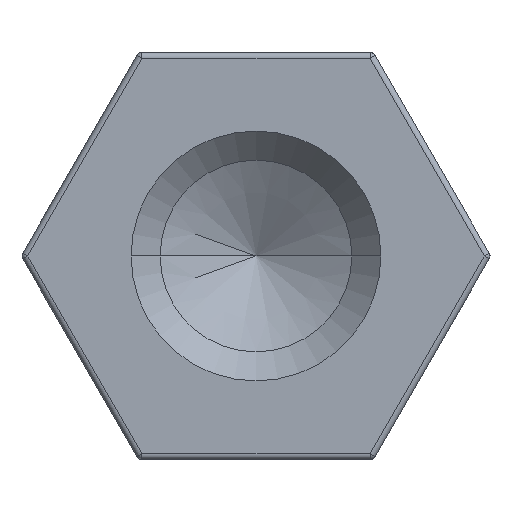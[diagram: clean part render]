
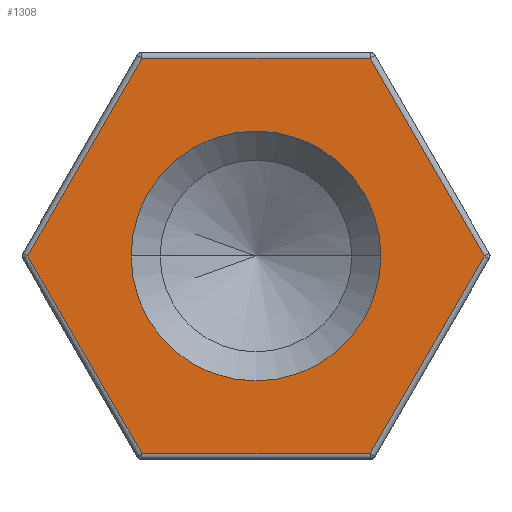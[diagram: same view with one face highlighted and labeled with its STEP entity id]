
A CAD part, left-side view. The second image highlights one B-rep face of the part: STEP entity #1308.
In plain terms, the highlighted planar face has unit normal (-1, 0, 0).
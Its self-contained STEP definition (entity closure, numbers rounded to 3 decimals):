
#2 = CARTESIAN_POINT ( 'NONE',  ( 0., 0., 0. ) ) ;
#27 = LINE ( 'NONE', #305, #248 ) ;
#42 = CARTESIAN_POINT ( 'NONE',  ( 0., -3.926, 0. ) ) ;
#49 = PLANE ( 'NONE',  #366 ) ;
#71 = DIRECTION ( 'NONE',  ( 0., -0.5, 0.866 ) ) ;
#81 = AXIS2_PLACEMENT_3D ( 'NONE', #2, #188, #144 ) ;
#124 = CARTESIAN_POINT ( 'NONE',  ( 0., 2.944, 1.7 ) ) ;
#144 = DIRECTION ( 'NONE',  ( 0., 1., 0. ) ) ;
#172 = CARTESIAN_POINT ( 'NONE',  ( 0., -2.944, -1.7 ) ) ;
#180 = VECTOR ( 'NONE', #1159, 1000. ) ;
#181 = LINE ( 'NONE', #1183, #180 ) ;
#188 = DIRECTION ( 'NONE',  ( 1., 0., 0. ) ) ;
#191 = VECTOR ( 'NONE', #763, 1000. ) ;
#195 = LINE ( 'NONE', #212, #191 ) ;
#202 = CIRCLE ( 'NONE', #81, 2.15 ) ;
#203 = VECTOR ( 'NONE', #512, 1000. ) ;
#212 = CARTESIAN_POINT ( 'NONE',  ( 0., 0., 3.4 ) ) ;
#220 = LINE ( 'NONE', #172, #236 ) ;
#232 = VECTOR ( 'NONE', #469, 1000. ) ;
#236 = VECTOR ( 'NONE', #71, 1000. ) ;
#240 = LINE ( 'NONE', #124, #203 ) ;
#242 = LINE ( 'NONE', #428, #232 ) ;
#243 = DIRECTION ( 'NONE',  ( 0., 1., 0. ) ) ;
#248 = VECTOR ( 'NONE', #255, 1000. ) ;
#255 = DIRECTION ( 'NONE',  ( 0., -1., 0. ) ) ;
#304 = EDGE_CURVE ( 'NONE', #600, #388, #27, .T. ) ;
#305 = CARTESIAN_POINT ( 'NONE',  ( 0., 0., -3.4 ) ) ;
#308 = EDGE_CURVE ( 'NONE', #736, #600, #242, .T. ) ;
#312 = EDGE_CURVE ( 'NONE', #388, #585, #220, .T. ) ;
#317 = EDGE_CURVE ( 'NONE', #923, #736, #240, .T. ) ;
#329 = EDGE_CURVE ( 'NONE', #668, #923, #195, .T. ) ;
#339 = EDGE_CURVE ( 'NONE', #585, #668, #181, .T. ) ;
#344 = EDGE_CURVE ( 'NONE', #859, #476, #202, .T. ) ;
#366 = AXIS2_PLACEMENT_3D ( 'NONE', #1392, #766, #243 ) ;
#370 = ORIENTED_EDGE ( 'NONE', *, *, #344, .T. ) ;
#388 = VERTEX_POINT ( 'NONE', #949 ) ;
#428 = CARTESIAN_POINT ( 'NONE',  ( 0., 2.944, -1.7 ) ) ;
#444 = ORIENTED_EDGE ( 'NONE', *, *, #545, .T. ) ;
#449 = ORIENTED_EDGE ( 'NONE', *, *, #312, .T. ) ;
#469 = DIRECTION ( 'NONE',  ( 0., -0.5, -0.866 ) ) ;
#476 = VERTEX_POINT ( 'NONE', #1381 ) ;
#484 = ORIENTED_EDGE ( 'NONE', *, *, #329, .T. ) ;
#505 = EDGE_LOOP ( 'NONE', ( #370, #444 ) ) ;
#512 = DIRECTION ( 'NONE',  ( 0., 0.5, -0.866 ) ) ;
#545 = EDGE_CURVE ( 'NONE', #476, #859, #943, .T. ) ;
#582 = EDGE_LOOP ( 'NONE', ( #847, #484, #686, #896, #639, #449 ) ) ;
#585 = VERTEX_POINT ( 'NONE', #42 ) ;
#600 = VERTEX_POINT ( 'NONE', #1219 ) ;
#639 = ORIENTED_EDGE ( 'NONE', *, *, #304, .T. ) ;
#668 = VERTEX_POINT ( 'NONE', #1231 ) ;
#686 = ORIENTED_EDGE ( 'NONE', *, *, #317, .T. ) ;
#736 = VERTEX_POINT ( 'NONE', #1302 ) ;
#763 = DIRECTION ( 'NONE',  ( 0., 1., 0. ) ) ;
#766 = DIRECTION ( 'NONE',  ( 1., 0., 0. ) ) ;
#824 = CARTESIAN_POINT ( 'NONE',  ( 0., 0., 0. ) ) ;
#847 = ORIENTED_EDGE ( 'NONE', *, *, #339, .T. ) ;
#855 = DIRECTION ( 'NONE',  ( 1., 0., 0. ) ) ;
#859 = VERTEX_POINT ( 'NONE', #1428 ) ;
#896 = ORIENTED_EDGE ( 'NONE', *, *, #308, .T. ) ;
#923 = VERTEX_POINT ( 'NONE', #1254 ) ;
#924 = DIRECTION ( 'NONE',  ( 0., 1., 0. ) ) ;
#943 = CIRCLE ( 'NONE', #1333, 2.15 ) ;
#949 = CARTESIAN_POINT ( 'NONE',  ( 0., -1.963, -3.4 ) ) ;
#1159 = DIRECTION ( 'NONE',  ( 0., 0.5, 0.866 ) ) ;
#1183 = CARTESIAN_POINT ( 'NONE',  ( 0., -2.944, 1.7 ) ) ;
#1219 = CARTESIAN_POINT ( 'NONE',  ( 0., 1.963, -3.4 ) ) ;
#1231 = CARTESIAN_POINT ( 'NONE',  ( 0., -1.963, 3.4 ) ) ;
#1254 = CARTESIAN_POINT ( 'NONE',  ( 0., 1.963, 3.4 ) ) ;
#1302 = CARTESIAN_POINT ( 'NONE',  ( 0., 3.926, 0. ) ) ;
#1308 = ADVANCED_FACE ( 'NONE', ( #1436, #1396 ), #49, .F. ) ;
#1333 = AXIS2_PLACEMENT_3D ( 'NONE', #824, #855, #924 ) ;
#1381 = CARTESIAN_POINT ( 'NONE',  ( 0., -2.15, 0. ) ) ;
#1392 = CARTESIAN_POINT ( 'NONE',  ( 0., 0., 0. ) ) ;
#1396 = FACE_BOUND ( 'NONE', #505, .T. ) ;
#1428 = CARTESIAN_POINT ( 'NONE',  ( 0., 2.15, 0. ) ) ;
#1436 = FACE_OUTER_BOUND ( 'NONE', #582, .T. ) ;
